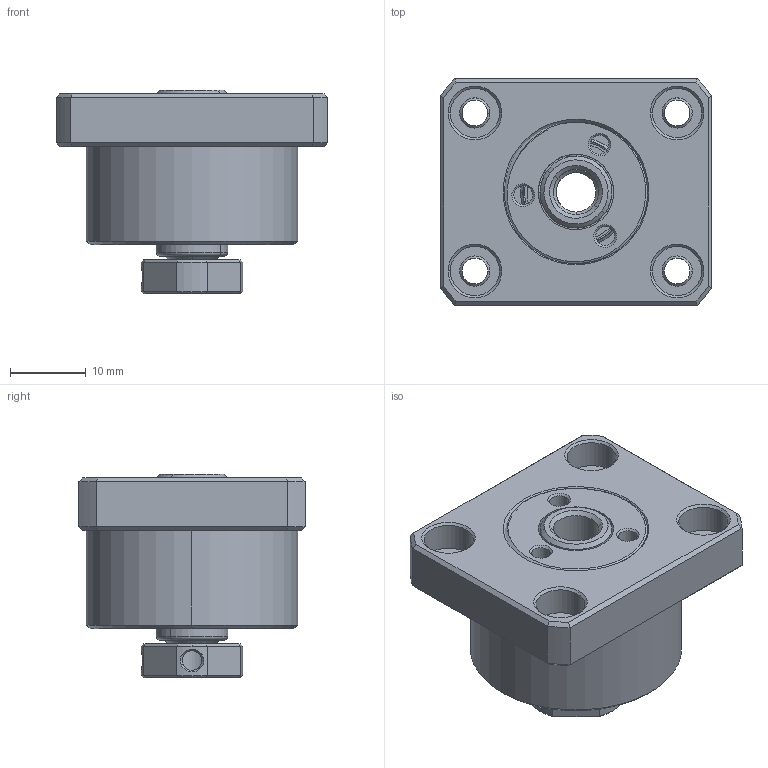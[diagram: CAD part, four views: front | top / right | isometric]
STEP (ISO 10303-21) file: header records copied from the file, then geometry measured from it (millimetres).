
FILE_DESCRIPTION(/* description */ ('Alibre Inc.'),/* implementation_level */ '2;1');
FILE_NAME(/* name */ 'export-23802EA5-AF02-4BE2-A472-67E31489B402',/* time_stamp */ '2024-05-25T12:03:56+02:00',/* author */ (''),/* organization */ (''),/* preprocessor_version */ 'ST-DEVELOPER v17',/* originating_system */ 'Alibre',/* authorisation */ '');
FILE_SCHEMA (('AUTOMOTIVE_DESIGN'));
Length unit declared in the file: millimetre
Products named in the file (1): FKA06²Õ¦X¥óB
Bounding box: 36 x 30 x 27 mm (x, y, z)
Surface area: 6413.2 mm2 (no closed solid volume)
Topology: 0 solids, 6 shells, 175 faces, 419 edges, 256 vertices
Faces by surface type: cylinder 67, cone 55, plane 38, torus 10, bspline 5
Entity records: 6122 total; most frequent: CARTESIAN_POINT 2147, DIRECTION 830, ORIENTED_EDGE 768, EDGE_CURVE 419, AXIS2_PLACEMENT_3D 367, VERTEX_POINT 256, EDGE_LOOP 202, FACE_BOUND 202
